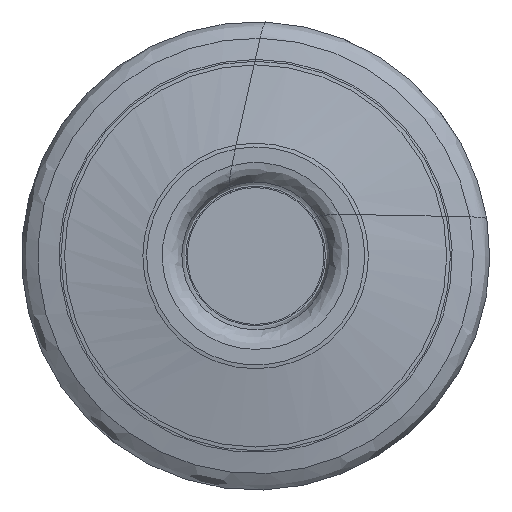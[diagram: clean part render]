
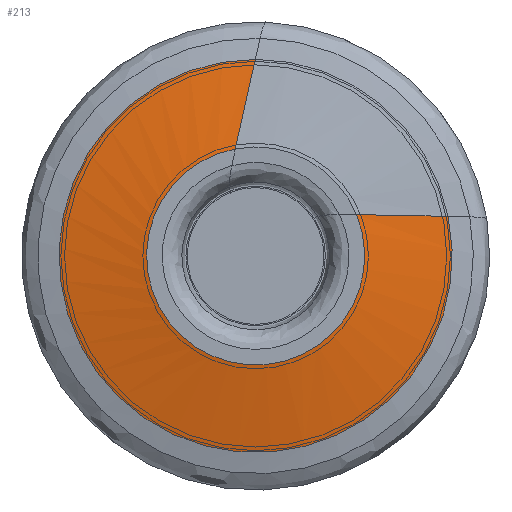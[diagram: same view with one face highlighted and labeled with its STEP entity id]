
A CAD part, left-side view. The second image highlights one B-rep face of the part: STEP entity #213.
In plain terms, the highlighted free-form (B-spline) face has degree [1, 3] with [2, 7] control points.
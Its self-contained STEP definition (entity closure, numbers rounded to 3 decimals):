
#40=(
BOUNDED_SURFACE()
B_SPLINE_SURFACE(1,3,((#1227,#1228,#1229,#1230,#1231,#1232,#1233),(#1234,
#1235,#1236,#1237,#1238,#1239,#1240)),.UNSPECIFIED.,.F.,.F.,.F.)
B_SPLINE_SURFACE_WITH_KNOTS((2,2),(4,3,4),(0.,1.),(0.,0.5,1.),
 .UNSPECIFIED.)
GEOMETRIC_REPRESENTATION_ITEM()
RATIONAL_B_SPLINE_SURFACE(((1.,0.557,0.557,1.,0.557,
0.557,1.),(1.,0.557,0.557,1.,0.557,
0.557,1.)))
REPRESENTATION_ITEM('')
SURFACE()
);
#72=LINE('',#1225,#96);
#73=LINE('',#1226,#97);
#96=VECTOR('',#879,1.);
#97=VECTOR('',#880,1.);
#154=FACE_OUTER_BOUND('',#315,.T.);
#213=ADVANCED_FACE('',(#154),#40,.F.);
#315=EDGE_LOOP('',(#408,#409,#410,#411));
#408=ORIENTED_EDGE('',*,*,#593,.F.);
#409=ORIENTED_EDGE('',*,*,#594,.F.);
#410=ORIENTED_EDGE('',*,*,#590,.T.);
#411=ORIENTED_EDGE('',*,*,#595,.F.);
#533=VERTEX_POINT('',#1217);
#534=VERTEX_POINT('',#1218);
#535=VERTEX_POINT('',#1223);
#536=VERTEX_POINT('',#1224);
#590=EDGE_CURVE('',#533,#534,#661,.T.);
#593=EDGE_CURVE('',#535,#536,#662,.T.);
#594=EDGE_CURVE('',#533,#535,#72,.T.);
#595=EDGE_CURVE('',#536,#534,#73,.T.);
#661=CIRCLE('',#734,3.957);
#662=CIRCLE('',#736,7.135);
#734=AXIS2_PLACEMENT_3D('',#1216,#871,#872);
#736=AXIS2_PLACEMENT_3D('',#1222,#877,#878);
#871=DIRECTION('',(1.,0.,0.));
#872=DIRECTION('',(0.,-0.925,0.379));
#877=DIRECTION('',(1.,0.,0.));
#878=DIRECTION('',(0.,-0.979,0.202));
#879=DIRECTION('',(0.173,-0.985,-0.018));
#880=DIRECTION('',(-0.173,0.215,-0.961));
#1216=CARTESIAN_POINT('',(0.,0.,0.));
#1217=CARTESIAN_POINT('',(0.,-3.662,1.5));
#1218=CARTESIAN_POINT('',(0.,0.738,3.888));
#1222=CARTESIAN_POINT('',(0.583,0.,0.));
#1223=CARTESIAN_POINT('',(0.583,-6.988,1.439));
#1224=CARTESIAN_POINT('',(0.583,0.013,7.135));
#1225=CARTESIAN_POINT('',(0.,-3.662,1.5));
#1226=CARTESIAN_POINT('',(0.,0.738,3.888));
#1227=CARTESIAN_POINT('',(0.,-3.662,1.5));
#1228=CARTESIAN_POINT('',(0.,-5.352,-2.627));
#1229=CARTESIAN_POINT('',(0.,-2.033,-5.605));
#1230=CARTESIAN_POINT('',(0.,1.887,-3.478));
#1231=CARTESIAN_POINT('',(0.,5.807,-1.351));
#1232=CARTESIAN_POINT('',(0.,5.12,3.056));
#1233=CARTESIAN_POINT('',(0.,0.738,3.888));
#1234=CARTESIAN_POINT('',(0.583,-6.988,1.439));
#1235=CARTESIAN_POINT('',(0.583,-8.61,-6.437));
#1236=CARTESIAN_POINT('',(0.583,-1.735,-10.609));
#1237=CARTESIAN_POINT('',(0.583,4.502,-5.534));
#1238=CARTESIAN_POINT('',(0.583,10.74,-0.46));
#1239=CARTESIAN_POINT('',(0.583,8.055,7.12));
#1240=CARTESIAN_POINT('',(0.583,0.013,7.135));
